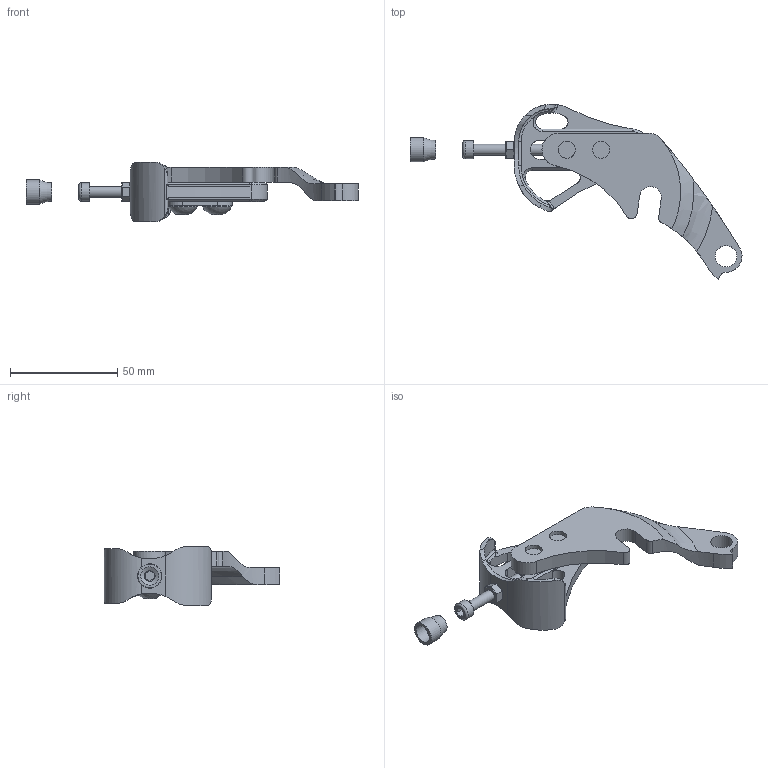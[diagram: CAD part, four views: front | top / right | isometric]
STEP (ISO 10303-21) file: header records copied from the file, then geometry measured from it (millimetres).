
FILE_DESCRIPTION (( 'STEP AP214' ), '1' );
FILE_NAME ('DR4045 flange.STEP', '2013-09-12T16:27:43', ( '' ), ( '' ), 'SwSTEP 2.0', 'SolidWorks 2012', '' );
FILE_SCHEMA (( 'AUTOMOTIVE_DESIGN' ));
Length unit declared in the file: inch
Products named in the file (8): DR4045 flange; MS1013; MS2012; MS2013; MS2016; MS5001; DR4045; DS0001
Assembly tree (8 placements, depth 2):
  DR4045 flange
    MS1013
    MS2012  x2
    MS2013
    MS2016
    MS5001
    DR4045
    DS0001
Bounding box: 154.98 x 81.94 x 27.85 mm (x, y, z)
Volume: 33001.7 mm3; surface area: 20039.9 mm2
Topology: 8 solids, 8 shells, 216 faces, 552 edges, 353 vertices
Faces by surface type: cylinder 81, plane 79, bspline 21, cone 20, torus 13, sphere 2
Full cylindrical faces by diameter (mm): 4.216 x1, 5 x3, 7.925 x2, 8 x2, 8.3 x2, 8.5 x2, 10 x1, 11.4 x1, 13.7 x2
Entity records: 8365 total; most frequent: CARTESIAN_POINT 3476, ORIENTED_EDGE 994, DIRECTION 828, EDGE_CURVE 497, VERTEX_POINT 331, AXIS2_PLACEMENT_3D 330, EDGE_LOOP 250, FACE_OUTER_BOUND 224
